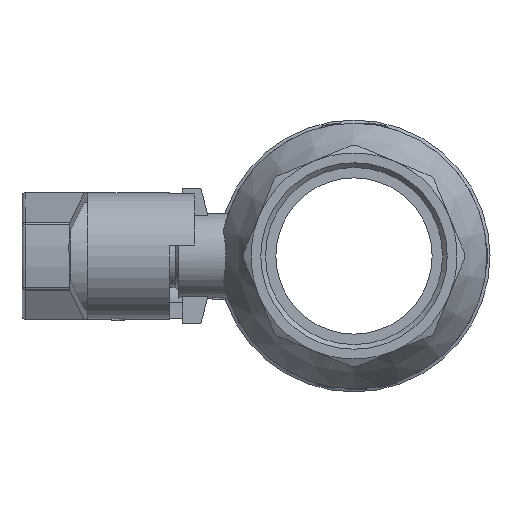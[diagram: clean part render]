
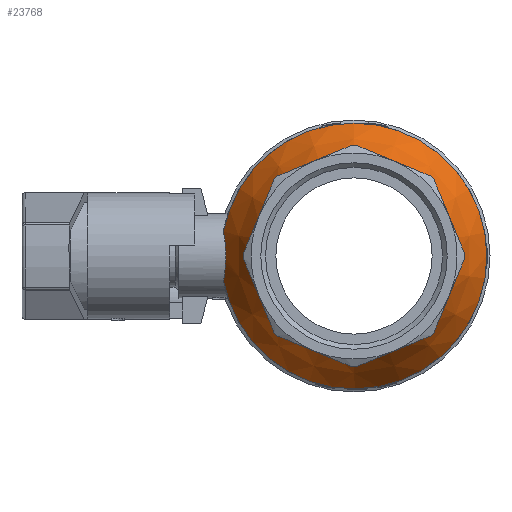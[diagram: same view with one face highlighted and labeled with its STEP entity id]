
A CAD part, left-side view. The second image highlights one B-rep face of the part: STEP entity #23768.
In plain terms, the highlighted conical face has half-angle 29.745 degrees and reference radius 32.5 mm.
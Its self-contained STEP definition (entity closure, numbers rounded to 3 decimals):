
#4609=B_SPLINE_CURVE_WITH_KNOTS('',3,(#34619,#34620,#34621,#34622,#34623,
#34624,#34625),.UNSPECIFIED.,.F.,.F.,(4,1,1,1,4),(0.,
0.004,0.008,0.013,0.017),
 .UNSPECIFIED.);
#4699=CONICAL_SURFACE('',#25320,32.5,0.519);
#5284=ORIENTED_EDGE('',*,*,#10807,.T.);
#5285=ORIENTED_EDGE('',*,*,#10353,.T.);
#5286=ORIENTED_EDGE('',*,*,#10865,.F.);
#10353=EDGE_CURVE('',#13145,#13146,#15014,.T.);
#10807=EDGE_CURVE('',#13146,#13145,#4609,.T.);
#10865=EDGE_CURVE('',#13656,#13656,#15060,.T.);
#13145=VERTEX_POINT('',#33691);
#13146=VERTEX_POINT('',#33692);
#13656=VERTEX_POINT('',#34769);
#15014=CIRCLE('',#24881,42.5);
#15060=CIRCLE('',#25321,32.5);
#15415=EDGE_LOOP('',(#5284,#5285));
#15416=EDGE_LOOP('',(#5286));
#16614=FACE_BOUND('',#15415,.T.);
#16615=FACE_BOUND('',#15416,.T.);
#23768=ADVANCED_FACE('',(#16614,#16615),#4699,.T.);
#24881=AXIS2_PLACEMENT_3D('',#33690,#27395,#27396);
#25320=AXIS2_PLACEMENT_3D('',#34767,#28340,#28341);
#25321=AXIS2_PLACEMENT_3D('',#34768,#28342,#28343);
#27395=DIRECTION('',(0.,-1.,0.));
#27396=DIRECTION('',(0.,0.,-1.));
#28340=DIRECTION('',(0.,1.,0.));
#28341=DIRECTION('',(1.,0.,0.));
#28342=DIRECTION('',(0.,-1.,0.));
#28343=DIRECTION('',(0.,0.,-1.));
#33690=CARTESIAN_POINT('',(0.,-11.,0.));
#33691=CARTESIAN_POINT('',(-7.826,-11.,41.773));
#33692=CARTESIAN_POINT('',(7.826,-11.,41.773));
#34619=CARTESIAN_POINT('',(7.826,-11.,41.773));
#34620=CARTESIAN_POINT('',(6.696,-11.804,41.517));
#34621=CARTESIAN_POINT('',(4.205,-13.055,41.175));
#34622=CARTESIAN_POINT('',(0.007,-13.72,41.02));
#34623=CARTESIAN_POINT('',(-4.18,-13.065,41.173));
#34624=CARTESIAN_POINT('',(-6.696,-11.804,41.517));
#34625=CARTESIAN_POINT('',(-7.826,-11.,41.773));
#34767=CARTESIAN_POINT('',(0.,-28.5,0.));
#34768=CARTESIAN_POINT('',(0.,-28.5,0.));
#34769=CARTESIAN_POINT('',(0.,-28.5,-32.5));
